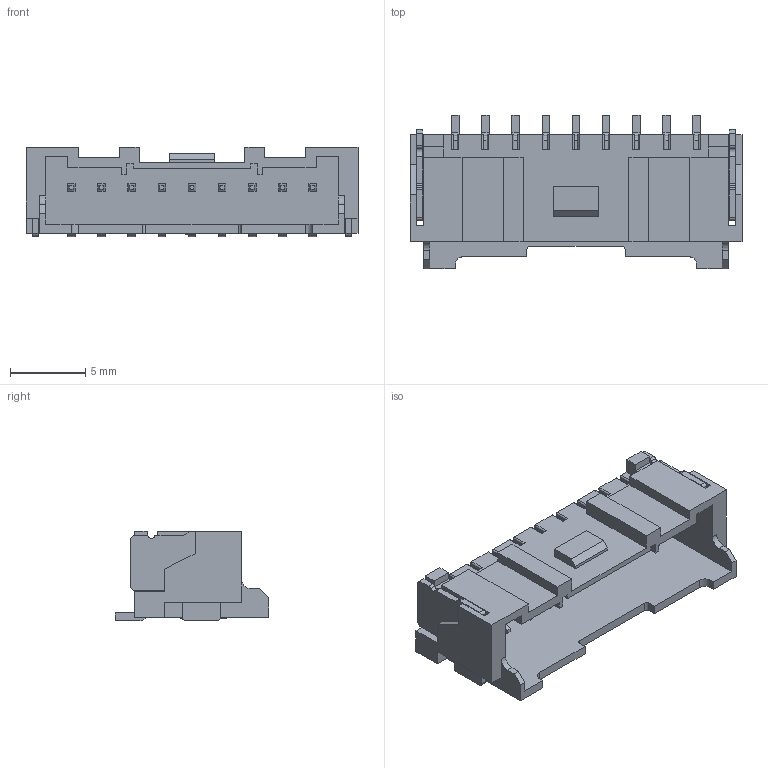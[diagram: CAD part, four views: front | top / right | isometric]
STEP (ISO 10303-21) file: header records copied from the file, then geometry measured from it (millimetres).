
FILE_DESCRIPTION (( 'STEP AP214' ), '1' );
FILE_NAME ('conn-smd_sm09b-pass-tbt.step', '2022-05-26T07:24:52', ( '' ), ( '' ), 'SwSTEP 2.0', 'SolidWorks 2020', '' );
FILE_SCHEMA (( 'AUTOMOTIVE_DESIGN' ));
Length unit declared in the file: millimetre
Products named in the file (1): conn-smd_sm09b-pass-tbt
Bounding box: 22 x 10.2 x 5.92 mm (x, y, z)
Volume: 387.3 mm3; surface area: 1424.4 mm2
Topology: 3 solids, 3 shells, 614 faces, 1720 edges, 1134 vertices
Faces by surface type: plane 466, cylinder 148
Entity records: 26390 total; most frequent: CARTESIAN_POINT 3523, ORIENTED_EDGE 3440, DIRECTION 3210, EDGE_CURVE 1720, LINE 1424, VECTOR 1424, VERTEX_POINT 1134, AXIS2_PLACEMENT_3D 893
